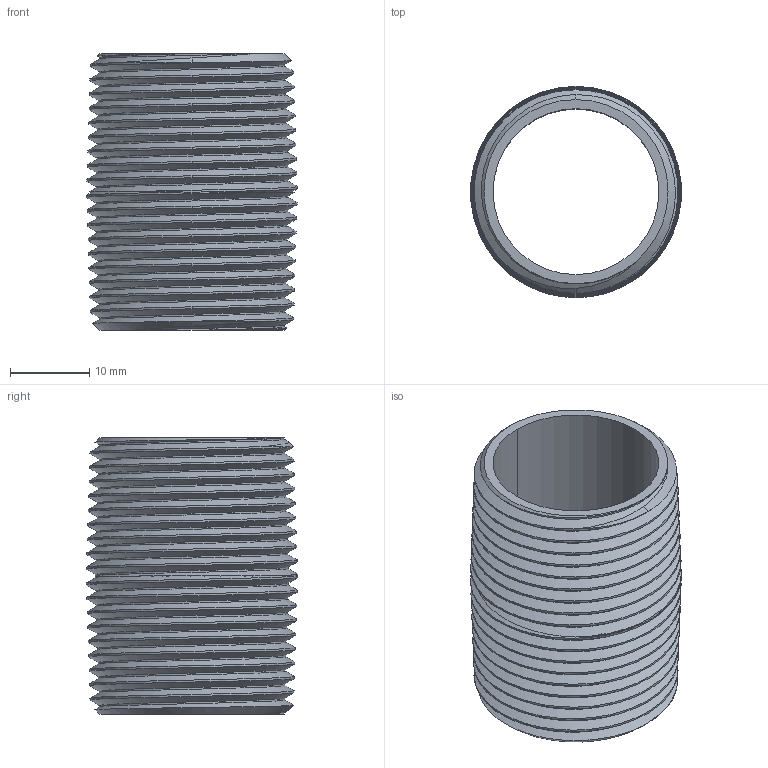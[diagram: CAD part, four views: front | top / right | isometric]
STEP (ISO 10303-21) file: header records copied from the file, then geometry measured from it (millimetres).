
FILE_DESCRIPTION (( 'STEP AP203' ), '1' );
FILE_NAME ('4830K191_Standard-Wall 304 304L Stainless Steel Pipe Nipple.STEP', '2022-02-02T20:58:30', ( 'Administrator' ), ( 'Managed by Terraform' ), 'SwSTEP 2.0', 'SolidWorks 2017', '' );
FILE_SCHEMA (( 'CONFIG_CONTROL_DESIGN' ));
Length unit declared in the file: inch
Products named in the file (1): 4830K191_Standard-Wall 304 304L Stainless Steel Pipe Nipple
Bounding box: 26.58 x 26.64 x 34.92 mm (x, y, z)
Volume: 5095.7 mm3; surface area: 7204.1 mm2
Topology: 1 solids, 1 shells, 58 faces, 160 edges, 104 vertices
Faces by surface type: cone 46, bspline 6, plane 4, cylinder 2
Entity records: 19449 total; most frequent: CARTESIAN_POINT 18087, ORIENTED_EDGE 320, DIRECTION 184, EDGE_CURVE 160, VERTEX_POINT 104, B_SPLINE_CURVE_WITH_KNOTS 98, AXIS2_PLACEMENT_3D 69, EDGE_LOOP 60
